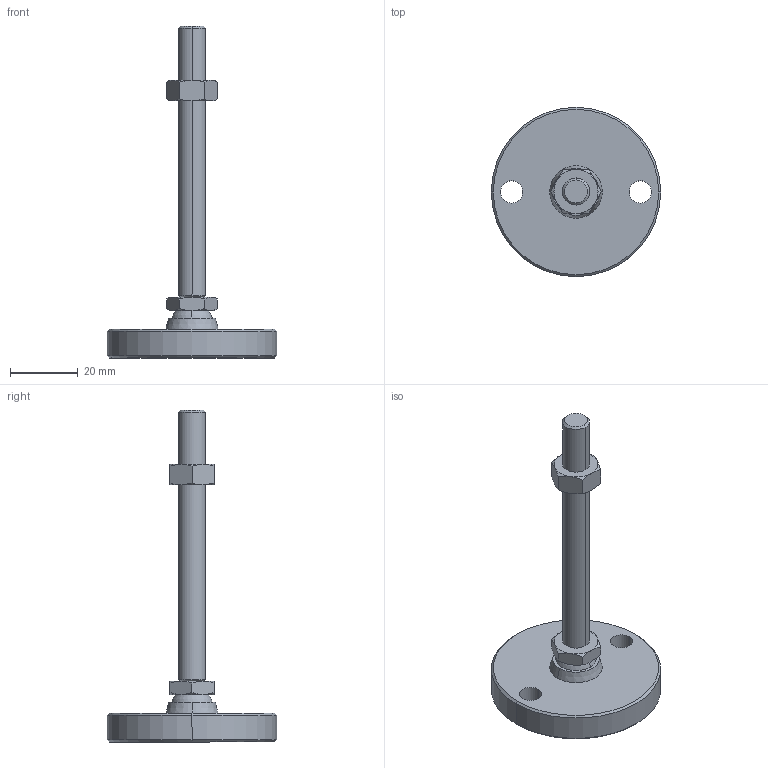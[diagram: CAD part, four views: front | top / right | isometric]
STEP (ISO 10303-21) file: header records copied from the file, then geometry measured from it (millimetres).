
FILE_DESCRIPTION(('STEP AP214'),'1');
FILE_NAME(' ',' ',('TraceParts'),('TraceParts S.A.'),'XStep 1.0',' ',' ');
FILE_SCHEMA(('automotive_design'));
Length unit declared in the file: millimetre
Products named in the file (3): 1; 2; 3
Bounding box: 50 x 50 x 98 mm (x, y, z)
Volume: 22071 mm3; surface area: 9098.6 mm2
Topology: 3 solids, 3 shells, 70 faces, 152 edges, 88 vertices
Faces by surface type: cone 36, plane 20, cylinder 10, sphere 4
Entity records: 3636 total; most frequent: CARTESIAN_POINT 405, DIRECTION 312, STYLED_ITEM 309, PRESENTATION_STYLE_ASSIGNMENT 309, COLOUR_RGB 309, ORIENTED_EDGE 296, EDGE_CURVE 148, CURVE_STYLE 148
